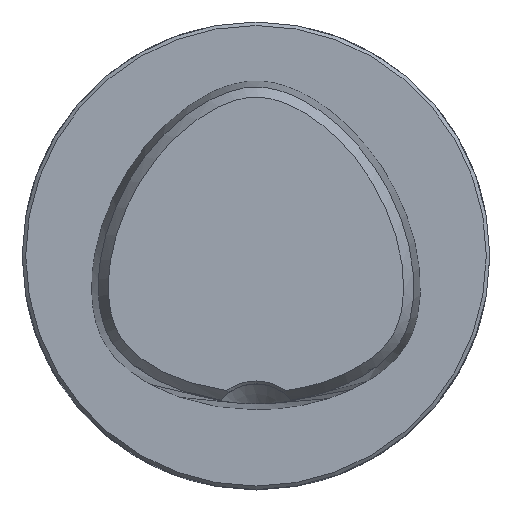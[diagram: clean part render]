
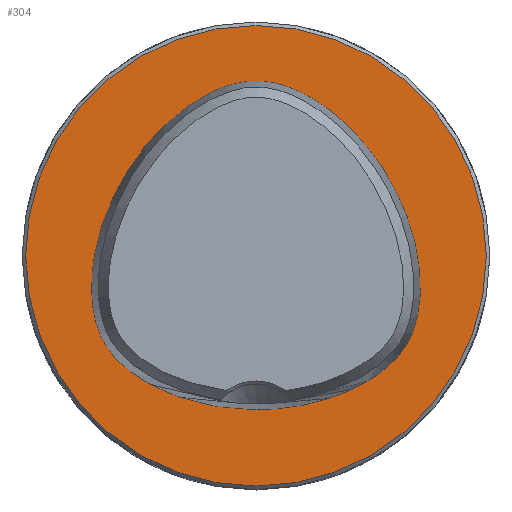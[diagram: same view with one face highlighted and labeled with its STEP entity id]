
A CAD part, top view. The second image highlights one B-rep face of the part: STEP entity #304.
In plain terms, the highlighted planar face has unit normal (0, 0, 1).
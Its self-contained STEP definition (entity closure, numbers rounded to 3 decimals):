
#279=B_SPLINE_CURVE_WITH_KNOTS('',3,(#1810,#1811,#1812,#1813,#1814,#1815,
#1816,#1817,#1818,#1819,#1820,#1821,#1822,#1823,#1824,#1825,#1826,#1827,
#1828,#1829,#1830,#1831,#1832,#1833,#1834,#1835,#1836,#1837,#1838,#1839,
#1840,#1841,#1842,#1843,#1844,#1845,#1846,#1847,#1848,#1849,#1850,#1851,
#1852,#1853,#1854,#1855,#1856,#1857,#1858,#1859,#1860,#1861,#1862,#1863,
#1864,#1865,#1866,#1867,#1868),.UNSPECIFIED.,.T.,.F.,(1,1,2,1,1,1,1,1,1,
1,1,1,1,1,1,1,1,1,1,1,1,1,1,1,1,1,1,1,1,1,1,1,1,1,1,1,1,1,1,1,1,1,1,1,1,
1,1,1,1,1,1,1,1,1,1,1,1,1,2,1,1),(-0.063,-0.031,0.,0.031,0.063,0.078,
0.094,0.109,0.125,0.141,0.156,0.164,0.172,0.188,0.203,
0.219,0.234,0.25,0.266,0.281,0.313,0.344,0.375,0.406,0.422,
0.438,0.453,0.469,0.484,0.492,0.5,0.508,0.516,0.531,
0.547,0.563,0.578,0.594,0.625,0.656,0.688,0.719,0.734,
0.75,0.766,0.781,0.797,0.813,0.828,0.836,0.844,0.859,
0.875,0.891,0.906,0.922,0.938,0.969,1.,1.031,1.063),
 .UNSPECIFIED.);
#304=ADVANCED_FACE('CU_E_LO_SU_1',(#423,#424),#371,.F.);
#371=PLANE('',#1152);
#423=FACE_BOUND('',#479,.T.);
#424=FACE_BOUND('',#480,.T.);
#479=EDGE_LOOP('',(#616));
#480=EDGE_LOOP('',(#617));
#616=ORIENTED_EDGE('',*,*,#949,.T.);
#617=ORIENTED_EDGE('',*,*,#987,.T.);
#849=VERTEX_POINT('',#1869);
#886=VERTEX_POINT('',#2318);
#949=EDGE_CURVE('',#849,#849,#279,.T.);
#987=EDGE_CURVE('',#886,#886,#1082,.T.);
#1082=CIRCLE('',#1151,19.7);
#1151=AXIS2_PLACEMENT_3D('',#2317,#1286,#1287);
#1152=AXIS2_PLACEMENT_3D('',#2319,#1288,#1289);
#1286=DIRECTION('',(0.,0.,1.));
#1287=DIRECTION('',(1.,0.,0.));
#1288=DIRECTION('',(0.,0.,-1.));
#1289=DIRECTION('',(-1.,0.,0.));
#1810=CARTESIAN_POINT('',(0.918,-13.163,0.));
#1811=CARTESIAN_POINT('',(-0.918,-13.163,0.));
#1812=CARTESIAN_POINT('',(-2.757,-13.044,0.));
#1813=CARTESIAN_POINT('',(-5.016,-12.593,0.));
#1814=CARTESIAN_POINT('',(-6.771,-12.041,0.));
#1815=CARTESIAN_POINT('',(-8.052,-11.525,0.));
#1816=CARTESIAN_POINT('',(-9.285,-10.903,0.));
#1817=CARTESIAN_POINT('',(-10.454,-10.163,0.));
#1818=CARTESIAN_POINT('',(-11.533,-9.294,0.));
#1819=CARTESIAN_POINT('',(-12.321,-8.445,0.));
#1820=CARTESIAN_POINT('',(-12.849,-7.686,0.));
#1821=CARTESIAN_POINT('',(-13.298,-6.877,0.));
#1822=CARTESIAN_POINT('',(-13.703,-5.79,0.));
#1823=CARTESIAN_POINT('',(-13.977,-4.431,0.));
#1824=CARTESIAN_POINT('',(-14.082,-3.051,0.));
#1825=CARTESIAN_POINT('',(-14.047,-1.669,0.));
#1826=CARTESIAN_POINT('',(-13.89,-0.297,0.));
#1827=CARTESIAN_POINT('',(-13.625,1.057,0.));
#1828=CARTESIAN_POINT('',(-13.139,2.831,0.));
#1829=CARTESIAN_POINT('',(-12.303,4.977,0.));
#1830=CARTESIAN_POINT('',(-10.973,7.399,0.));
#1831=CARTESIAN_POINT('',(-9.342,9.629,0.));
#1832=CARTESIAN_POINT('',(-7.743,11.289,0.));
#1833=CARTESIAN_POINT('',(-6.325,12.462,0.));
#1834=CARTESIAN_POINT('',(-5.192,13.252,0.));
#1835=CARTESIAN_POINT('',(-3.99,13.935,0.));
#1836=CARTESIAN_POINT('',(-2.721,14.486,0.));
#1837=CARTESIAN_POINT('',(-1.608,14.803,0.));
#1838=CARTESIAN_POINT('',(-0.693,14.939,0.));
#1839=CARTESIAN_POINT('',(0.,14.975,0.));
#1840=CARTESIAN_POINT('',(0.693,14.939,0.));
#1841=CARTESIAN_POINT('',(1.608,14.803,0.));
#1842=CARTESIAN_POINT('',(2.721,14.486,0.));
#1843=CARTESIAN_POINT('',(3.99,13.935,0.));
#1844=CARTESIAN_POINT('',(5.192,13.252,0.));
#1845=CARTESIAN_POINT('',(6.325,12.462,0.));
#1846=CARTESIAN_POINT('',(7.743,11.289,0.));
#1847=CARTESIAN_POINT('',(9.342,9.629,0.));
#1848=CARTESIAN_POINT('',(10.973,7.399,0.));
#1849=CARTESIAN_POINT('',(12.303,4.977,0.));
#1850=CARTESIAN_POINT('',(13.139,2.831,0.));
#1851=CARTESIAN_POINT('',(13.625,1.057,0.));
#1852=CARTESIAN_POINT('',(13.89,-0.297,0.));
#1853=CARTESIAN_POINT('',(14.047,-1.669,0.));
#1854=CARTESIAN_POINT('',(14.082,-3.051,0.));
#1855=CARTESIAN_POINT('',(13.977,-4.431,0.));
#1856=CARTESIAN_POINT('',(13.703,-5.79,0.));
#1857=CARTESIAN_POINT('',(13.298,-6.877,0.));
#1858=CARTESIAN_POINT('',(12.849,-7.686,0.));
#1859=CARTESIAN_POINT('',(12.321,-8.445,0.));
#1860=CARTESIAN_POINT('',(11.533,-9.294,0.));
#1861=CARTESIAN_POINT('',(10.454,-10.163,0.));
#1862=CARTESIAN_POINT('',(9.285,-10.903,0.));
#1863=CARTESIAN_POINT('',(8.052,-11.525,0.));
#1864=CARTESIAN_POINT('',(6.771,-12.041,0.));
#1865=CARTESIAN_POINT('',(5.016,-12.593,0.));
#1866=CARTESIAN_POINT('',(2.757,-13.044,0.));
#1867=CARTESIAN_POINT('',(0.918,-13.163,0.));
#1868=CARTESIAN_POINT('',(-0.918,-13.163,0.));
#1869=CARTESIAN_POINT('',(0.,-13.163,0.));
#2317=CARTESIAN_POINT('',(0.,0.,0.));
#2318=CARTESIAN_POINT('',(19.7,0.,0.));
#2319=CARTESIAN_POINT('',(0.,0.895,0.));
